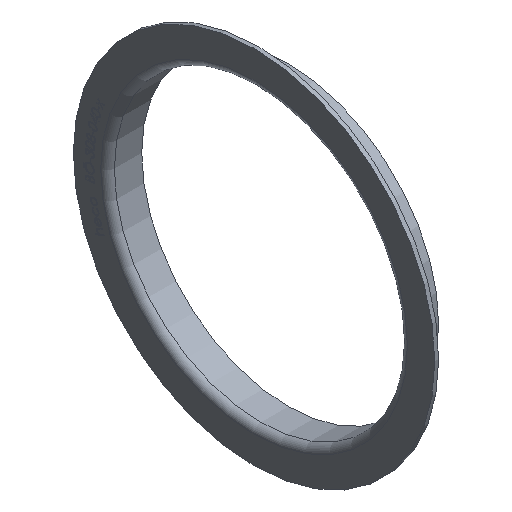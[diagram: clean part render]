
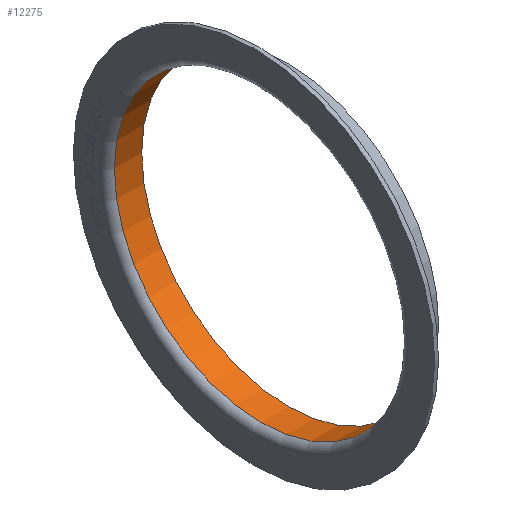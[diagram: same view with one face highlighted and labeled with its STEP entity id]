
A CAD part, isometric view. The second image highlights one B-rep face of the part: STEP entity #12275.
In plain terms, the highlighted cylindrical face has radius 150 mm (diameter 300 mm), a full revolution.
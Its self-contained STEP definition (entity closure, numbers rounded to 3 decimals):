
#469 = DIRECTION ( 'NONE',  ( -1., 0., 0. ) ) ;
#1866 = ORIENTED_EDGE ( 'NONE', *, *, #2630, .T. ) ;
#1873 = DIRECTION ( 'NONE',  ( 0., 0., 1. ) ) ;
#2399 = EDGE_CURVE ( 'NONE', #14334, #14334, #11026, .T. ) ;
#2630 = EDGE_CURVE ( 'NONE', #4091, #4091, #9691, .T. ) ;
#3460 = ORIENTED_EDGE ( 'NONE', *, *, #2399, .F. ) ;
#3809 = EDGE_LOOP ( 'NONE', ( #1866 ) ) ;
#4091 = VERTEX_POINT ( 'NONE', #7988 ) ;
#4500 = FACE_OUTER_BOUND ( 'NONE', #3809, .T. ) ;
#4571 = CARTESIAN_POINT ( 'NONE',  ( 7., 0., 0. ) ) ;
#6918 = CARTESIAN_POINT ( 'NONE',  ( 35., 0., 150. ) ) ;
#7091 = FACE_OUTER_BOUND ( 'NONE', #10154, .T. ) ;
#7988 = CARTESIAN_POINT ( 'NONE',  ( 7., 0., 150. ) ) ;
#8145 = AXIS2_PLACEMENT_3D ( 'NONE', #4571, #469, #1873 ) ;
#8195 = DIRECTION ( 'NONE',  ( 0., 0., 1. ) ) ;
#9178 = AXIS2_PLACEMENT_3D ( 'NONE', #10488, #9479, #8195 ) ;
#9479 = DIRECTION ( 'NONE',  ( -1., 0., 0. ) ) ;
#9691 = CIRCLE ( 'NONE', #8145, 150. ) ;
#10154 = EDGE_LOOP ( 'NONE', ( #3460 ) ) ;
#10247 = AXIS2_PLACEMENT_3D ( 'NONE', #10853, #14569, #15602 ) ;
#10488 = CARTESIAN_POINT ( 'NONE',  ( 35., 0., 0. ) ) ;
#10853 = CARTESIAN_POINT ( 'NONE',  ( 0., 0., 0. ) ) ;
#11026 = CIRCLE ( 'NONE', #9178, 150. ) ;
#12275 = ADVANCED_FACE ( 'NONE', ( #7091, #4500 ), #13166, .F. ) ;
#13166 = CYLINDRICAL_SURFACE ( 'NONE', #10247, 150. ) ;
#14334 = VERTEX_POINT ( 'NONE', #6918 ) ;
#14569 = DIRECTION ( 'NONE',  ( -1., 0., 0. ) ) ;
#15602 = DIRECTION ( 'NONE',  ( 0., 0., 1. ) ) ;
